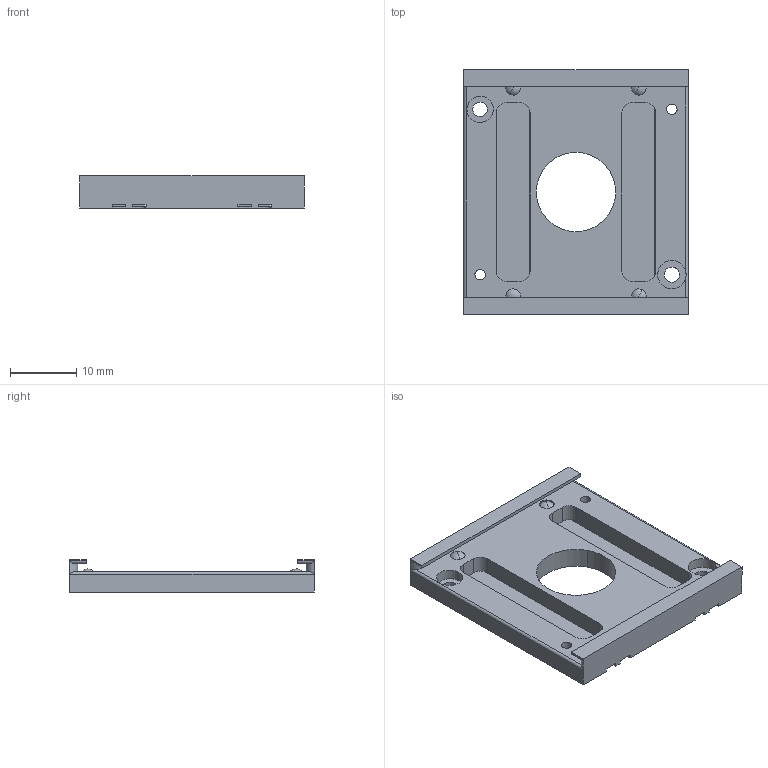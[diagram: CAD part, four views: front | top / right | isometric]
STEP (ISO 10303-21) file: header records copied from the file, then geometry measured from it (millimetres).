
FILE_DESCRIPTION(('CATIA V5 STEP Exchange'),'2;1');
FILE_NAME('RECUPS_20171206.stp','2017-12-06T12:41:42+00:00',('none'),('none'),'CATIA Version 5 Release 20 SP 7 (IN-10)','CATIA V5 STEP AP214','none');
FILE_SCHEMA(('AUTOMOTIVE_DESIGN { 1 0 10303 214 1 1 1 1 }'));
Length unit declared in the file: millimetre
Products named in the file (4): RECUPS; 1193; 22944; 22945
Assembly tree (7 placements, depth 2):
  RECUPS
    1193  x4
    22944
    22945  x2
Bounding box: 34 x 37 x 4.85 mm (x, y, z)
Volume: 2895.4 mm3; surface area: 4474.6 mm2
Topology: 7 solids, 7 shells, 138 faces, 399 edges, 254 vertices
Faces by surface type: plane 66, cylinder 56, sphere 8, cone 8
Entity records: 4151 total; most frequent: CARTESIAN_POINT 846, ORIENTED_EDGE 730, DIRECTION 546, EDGE_CURVE 365, VECTOR 249, LINE 249, VERTEX_POINT 240, AXIS2_PLACEMENT_3D 202
